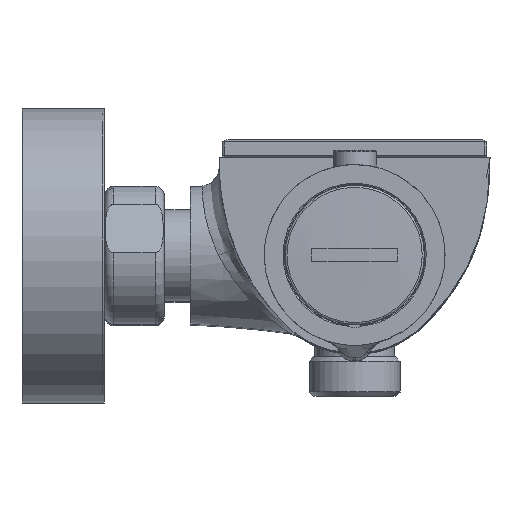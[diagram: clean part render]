
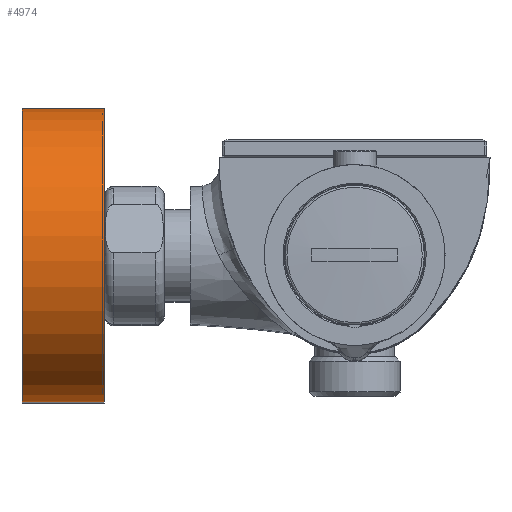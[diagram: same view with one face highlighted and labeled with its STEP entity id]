
A CAD part, top view. The second image highlights one B-rep face of the part: STEP entity #4974.
In plain terms, the highlighted cylindrical face has radius 33.25 mm (diameter 66.5 mm), a full revolution.
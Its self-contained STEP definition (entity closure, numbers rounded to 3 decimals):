
#1194 = DIRECTION ( 'NONE',  ( 0., -0.674, 0.739 ) ) ;
#3549 = DIRECTION ( 'NONE',  ( 1., 0., 0. ) ) ;
#4974 = ADVANCED_FACE ( 'NONE', ( #18149, #34384 ), #10696, .T. ) ;
#6215 = EDGE_CURVE ( 'NONE', #13346, #13346, #27908, .T. ) ;
#7004 = CARTESIAN_POINT ( 'NONE',  ( -75.424, -22.412, 99.562 ) ) ;
#9122 = AXIS2_PLACEMENT_3D ( 'NONE', #14143, #10657, #1194 ) ;
#10657 = DIRECTION ( 'NONE',  ( -1., 0., 0. ) ) ;
#10696 = CYLINDRICAL_SURFACE ( 'NONE', #32063, 33.25 ) ;
#13346 = VERTEX_POINT ( 'NONE', #37101 ) ;
#13761 = EDGE_LOOP ( 'NONE', ( #22633 ) ) ;
#13984 = VERTEX_POINT ( 'NONE', #7004 ) ;
#14143 = CARTESIAN_POINT ( 'NONE',  ( -56.824, 0., 75. ) ) ;
#16094 = DIRECTION ( 'NONE',  ( 0., -0.674, 0.739 ) ) ;
#17717 = CARTESIAN_POINT ( 'NONE',  ( -55.894, 0., 75. ) ) ;
#18149 = FACE_OUTER_BOUND ( 'NONE', #33341, .T. ) ;
#19136 = CARTESIAN_POINT ( 'NONE',  ( -75.424, 0., 75. ) ) ;
#21145 = DIRECTION ( 'NONE',  ( -1., 0., 0. ) ) ;
#22633 = ORIENTED_EDGE ( 'NONE', *, *, #6215, .T. ) ;
#27226 = DIRECTION ( 'NONE',  ( 0., -0.674, 0.739 ) ) ;
#27908 = CIRCLE ( 'NONE', #9122, 33.25 ) ;
#28196 = CIRCLE ( 'NONE', #39913, 33.25 ) ;
#29230 = ORIENTED_EDGE ( 'NONE', *, *, #38071, .T. ) ;
#32063 = AXIS2_PLACEMENT_3D ( 'NONE', #17717, #21145, #27226 ) ;
#33341 = EDGE_LOOP ( 'NONE', ( #29230 ) ) ;
#34384 = FACE_OUTER_BOUND ( 'NONE', #13761, .T. ) ;
#37101 = CARTESIAN_POINT ( 'NONE',  ( -56.824, -22.412, 99.562 ) ) ;
#38071 = EDGE_CURVE ( 'NONE', #13984, #13984, #28196, .T. ) ;
#39913 = AXIS2_PLACEMENT_3D ( 'NONE', #19136, #3549, #16094 ) ;
